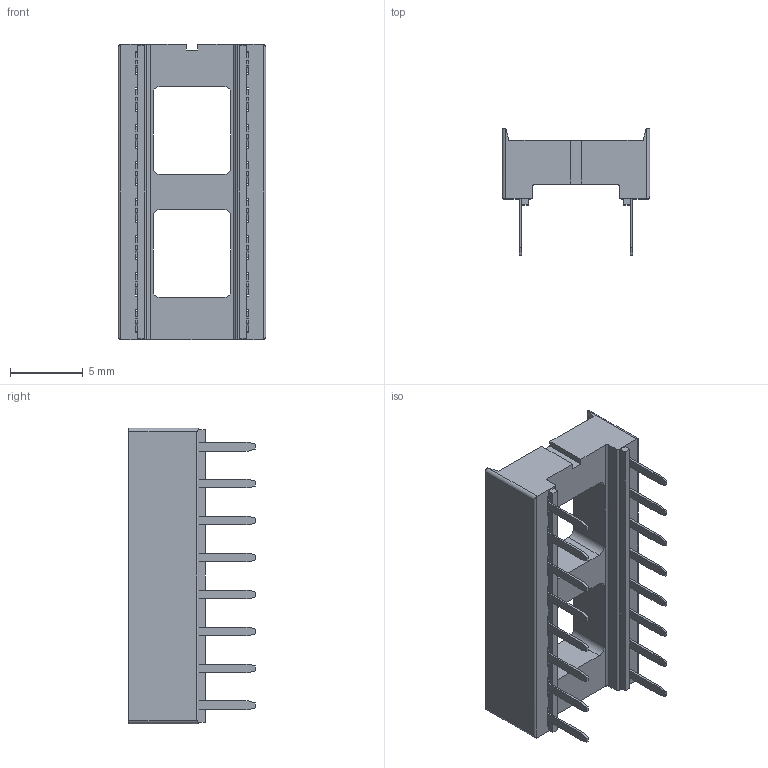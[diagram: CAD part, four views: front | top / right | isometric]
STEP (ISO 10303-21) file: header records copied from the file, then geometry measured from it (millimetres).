
FILE_DESCRIPTION (( 'STEP AP214' ), '1' );
FILE_NAME ('DILB16P-223TLF.STEP', '2024-04-09T02:17:47', ( '' ), ( '' ), 'SwSTEP 2.0', 'SolidWorks 2021', '' );
FILE_SCHEMA (( 'AUTOMOTIVE_DESIGN' ));
Length unit declared in the file: millimetre
Products named in the file (1): DILB16P-223TLF
Bounding box: 10.16 x 8.7 x 20.32 mm (x, y, z)
Volume: 500.1 mm3; surface area: 1425.7 mm2
Topology: 17 solids, 17 shells, 470 faces, 1362 edges, 896 vertices
Faces by surface type: plane 388, cylinder 82
Entity records: 15520 total; most frequent: CARTESIAN_POINT 2749, ORIENTED_EDGE 2724, DIRECTION 2460, EDGE_CURVE 1362, VECTOR 1198, LINE 1198, VERTEX_POINT 896, AXIS2_PLACEMENT_3D 631
